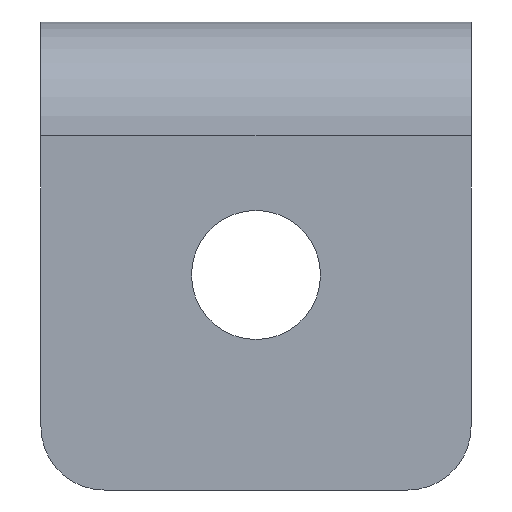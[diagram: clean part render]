
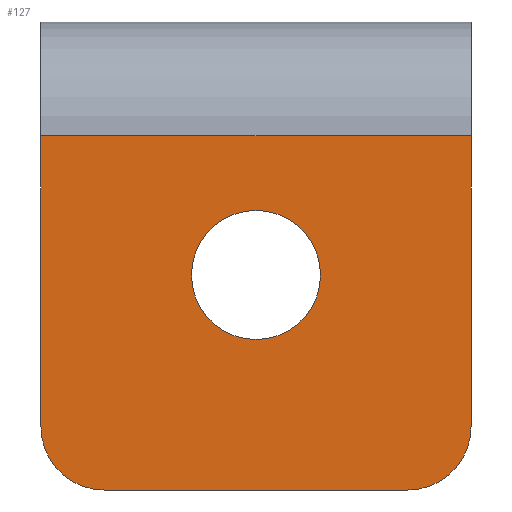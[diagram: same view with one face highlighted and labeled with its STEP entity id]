
A CAD part, front view. The second image highlights one B-rep face of the part: STEP entity #127.
In plain terms, the highlighted planar face has unit normal (0, -1, 0).
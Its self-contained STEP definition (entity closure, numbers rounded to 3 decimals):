
#5 = DIRECTION ( 'NONE',  ( 0., 0., 1. ) ) ;
#15 = CIRCLE ( 'NONE', #232, 2.5 ) ;
#20 = VECTOR ( 'NONE', #81, 1000. ) ;
#24 = AXIS2_PLACEMENT_3D ( 'NONE', #281, #560, #300 ) ;
#49 = CARTESIAN_POINT ( 'NONE',  ( 8.5, 0., -12.55 ) ) ;
#53 = FACE_BOUND ( 'NONE', #496, .T. ) ;
#56 = PLANE ( 'NONE',  #24 ) ;
#58 = AXIS2_PLACEMENT_3D ( 'NONE', #185, #126, #672 ) ;
#65 = AXIS2_PLACEMENT_3D ( 'NONE', #131, #444, #5 ) ;
#66 = EDGE_CURVE ( 'NONE', #371, #233, #150, .T. ) ;
#70 = EDGE_LOOP ( 'NONE', ( #152, #687, #465, #542, #361, #433 ) ) ;
#81 = DIRECTION ( 'NONE',  ( 0., 0., -1. ) ) ;
#84 = CARTESIAN_POINT ( 'NONE',  ( 17., 0., -4.5 ) ) ;
#117 = LINE ( 'NONE', #187, #269 ) ;
#118 = CARTESIAN_POINT ( 'NONE',  ( 2.5, 0., -18.5 ) ) ;
#126 = DIRECTION ( 'NONE',  ( 0., 1., 0. ) ) ;
#127 = ADVANCED_FACE ( 'NONE', ( #53, #286 ), #56, .F. ) ;
#131 = CARTESIAN_POINT ( 'NONE',  ( 14.5, 0., -16. ) ) ;
#150 = LINE ( 'NONE', #264, #20 ) ;
#152 = ORIENTED_EDGE ( 'NONE', *, *, #66, .T. ) ;
#154 = CARTESIAN_POINT ( 'NONE',  ( 0., 0., -16. ) ) ;
#172 = VERTEX_POINT ( 'NONE', #474 ) ;
#185 = CARTESIAN_POINT ( 'NONE',  ( 8.5, 0., -10. ) ) ;
#186 = EDGE_CURVE ( 'NONE', #535, #172, #663, .T. ) ;
#187 = CARTESIAN_POINT ( 'NONE',  ( 17., 0., -18.5 ) ) ;
#202 = CARTESIAN_POINT ( 'NONE',  ( 17., 0., 0. ) ) ;
#209 = DIRECTION ( 'NONE',  ( 0., -1., 0. ) ) ;
#217 = VERTEX_POINT ( 'NONE', #471 ) ;
#232 = AXIS2_PLACEMENT_3D ( 'NONE', #577, #209, #498 ) ;
#233 = VERTEX_POINT ( 'NONE', #154 ) ;
#236 = CARTESIAN_POINT ( 'NONE',  ( 8.5, 0., -7.45 ) ) ;
#237 = EDGE_CURVE ( 'NONE', #233, #586, #15, .T. ) ;
#250 = VECTOR ( 'NONE', #470, 1000. ) ;
#264 = CARTESIAN_POINT ( 'NONE',  ( 0., 0., 0. ) ) ;
#269 = VECTOR ( 'NONE', #403, 1000. ) ;
#271 = CIRCLE ( 'NONE', #590, 2.55 ) ;
#280 = CIRCLE ( 'NONE', #58, 2.55 ) ;
#281 = CARTESIAN_POINT ( 'NONE',  ( 17., 0., 0. ) ) ;
#286 = FACE_OUTER_BOUND ( 'NONE', #70, .T. ) ;
#287 = CARTESIAN_POINT ( 'NONE',  ( 8.5, 0., -10. ) ) ;
#300 = DIRECTION ( 'NONE',  ( 0., 0., 1. ) ) ;
#301 = VERTEX_POINT ( 'NONE', #49 ) ;
#306 = DIRECTION ( 'NONE',  ( 0., 0., -1. ) ) ;
#318 = DIRECTION ( 'NONE',  ( 0., 0., 1. ) ) ;
#358 = DIRECTION ( 'NONE',  ( 0., 1., 0. ) ) ;
#361 = ORIENTED_EDGE ( 'NONE', *, *, #186, .F. ) ;
#371 = VERTEX_POINT ( 'NONE', #558 ) ;
#380 = EDGE_CURVE ( 'NONE', #217, #172, #553, .T. ) ;
#403 = DIRECTION ( 'NONE',  ( -1., 0., 0. ) ) ;
#411 = ORIENTED_EDGE ( 'NONE', *, *, #698, .T. ) ;
#433 = ORIENTED_EDGE ( 'NONE', *, *, #642, .T. ) ;
#444 = DIRECTION ( 'NONE',  ( 0., -1., 0. ) ) ;
#451 = CARTESIAN_POINT ( 'NONE',  ( 17., 0., -4.5 ) ) ;
#465 = ORIENTED_EDGE ( 'NONE', *, *, #654, .F. ) ;
#470 = DIRECTION ( 'NONE',  ( -1., 0., 0. ) ) ;
#471 = CARTESIAN_POINT ( 'NONE',  ( 14.5, 0., -18.5 ) ) ;
#474 = CARTESIAN_POINT ( 'NONE',  ( 17., 0., -16. ) ) ;
#481 = ORIENTED_EDGE ( 'NONE', *, *, #552, .T. ) ;
#496 = EDGE_LOOP ( 'NONE', ( #411, #481 ) ) ;
#498 = DIRECTION ( 'NONE',  ( 0., 0., 1. ) ) ;
#510 = VECTOR ( 'NONE', #306, 1000. ) ;
#535 = VERTEX_POINT ( 'NONE', #84 ) ;
#542 = ORIENTED_EDGE ( 'NONE', *, *, #380, .T. ) ;
#552 = EDGE_CURVE ( 'NONE', #301, #554, #271, .T. ) ;
#553 = CIRCLE ( 'NONE', #65, 2.5 ) ;
#554 = VERTEX_POINT ( 'NONE', #236 ) ;
#558 = CARTESIAN_POINT ( 'NONE',  ( 0., 0., -4.5 ) ) ;
#560 = DIRECTION ( 'NONE',  ( 0., 1., 0. ) ) ;
#577 = CARTESIAN_POINT ( 'NONE',  ( 2.5, 0., -16. ) ) ;
#586 = VERTEX_POINT ( 'NONE', #118 ) ;
#590 = AXIS2_PLACEMENT_3D ( 'NONE', #287, #358, #318 ) ;
#642 = EDGE_CURVE ( 'NONE', #535, #371, #678, .T. ) ;
#654 = EDGE_CURVE ( 'NONE', #217, #586, #117, .T. ) ;
#663 = LINE ( 'NONE', #202, #510 ) ;
#672 = DIRECTION ( 'NONE',  ( 0., 0., 1. ) ) ;
#678 = LINE ( 'NONE', #451, #250 ) ;
#687 = ORIENTED_EDGE ( 'NONE', *, *, #237, .T. ) ;
#698 = EDGE_CURVE ( 'NONE', #554, #301, #280, .T. ) ;
